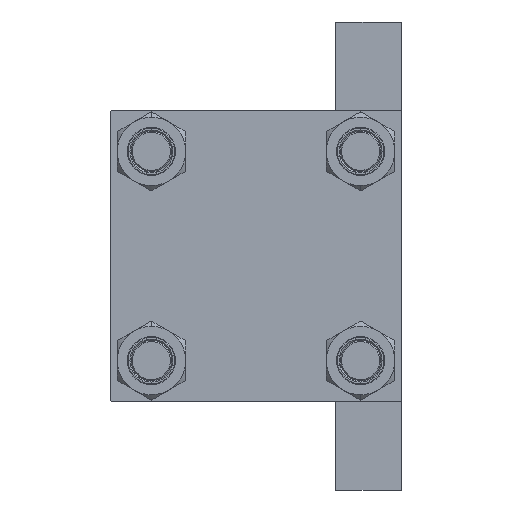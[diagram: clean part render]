
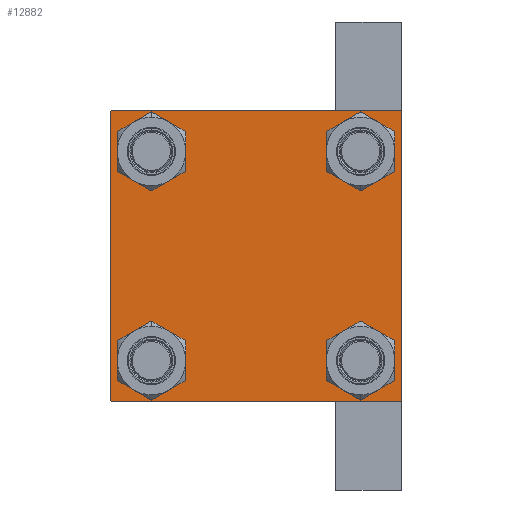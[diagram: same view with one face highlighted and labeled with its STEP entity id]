
A CAD part, left-side view. The second image highlights one B-rep face of the part: STEP entity #12882.
In plain terms, the highlighted planar face has unit normal (-1, 0, 0).
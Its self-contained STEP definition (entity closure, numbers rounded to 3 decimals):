
#29 = DIRECTION ( 'NONE',  ( 0., -0.707, -0.707 ) ) ;
#179 = LINE ( 'NONE', #22540, #7696 ) ;
#505 = DIRECTION ( 'NONE',  ( 0., 0., 1. ) ) ;
#695 = EDGE_CURVE ( 'NONE', #29012, #22927, #42140, .T. ) ;
#711 = ORIENTED_EDGE ( 'NONE', *, *, #29229, .T. ) ;
#904 = FACE_BOUND ( 'NONE', #23667, .T. ) ;
#1090 = CARTESIAN_POINT ( 'NONE',  ( 0., 41.35, 32.85 ) ) ;
#1196 = CARTESIAN_POINT ( 'NONE',  ( 0., -57., -57.5 ) ) ;
#1483 = AXIS2_PLACEMENT_3D ( 'NONE', #33834, #7347, #505 ) ;
#1520 = EDGE_CURVE ( 'NONE', #36647, #13099, #27359, .T. ) ;
#1610 = ORIENTED_EDGE ( 'NONE', *, *, #3996, .T. ) ;
#2169 = CIRCLE ( 'NONE', #11592, 8.5 ) ;
#2283 = AXIS2_PLACEMENT_3D ( 'NONE', #38113, #27390, #15746 ) ;
#2630 = AXIS2_PLACEMENT_3D ( 'NONE', #30036, #15696, #11566 ) ;
#2704 = CARTESIAN_POINT ( 'NONE',  ( 0., -57.5, 57. ) ) ;
#2757 = EDGE_CURVE ( 'NONE', #9072, #33891, #27928, .T. ) ;
#3996 = EDGE_CURVE ( 'NONE', #37522, #20058, #47695, .T. ) ;
#4620 = CARTESIAN_POINT ( 'NONE',  ( 0., 41.35, -32.85 ) ) ;
#6272 = DIRECTION ( 'NONE',  ( 0., 0., 1. ) ) ;
#6276 = CARTESIAN_POINT ( 'NONE',  ( 0., -41.35, 41.35 ) ) ;
#6684 = VECTOR ( 'NONE', #8875, 1000. ) ;
#7245 = DIRECTION ( 'NONE',  ( 1., 0., 0. ) ) ;
#7347 = DIRECTION ( 'NONE',  ( 1., 0., 0. ) ) ;
#7696 = VECTOR ( 'NONE', #18895, 1000. ) ;
#7769 = VECTOR ( 'NONE', #32452, 1000. ) ;
#7908 = VECTOR ( 'NONE', #36507, 1000. ) ;
#7971 = FACE_BOUND ( 'NONE', #16611, .T. ) ;
#8081 = ORIENTED_EDGE ( 'NONE', *, *, #18179, .F. ) ;
#8875 = DIRECTION ( 'NONE',  ( 0., 0.707, 0.707 ) ) ;
#9072 = VERTEX_POINT ( 'NONE', #2704 ) ;
#9148 = EDGE_CURVE ( 'NONE', #11414, #11078, #33355, .T. ) ;
#9984 = EDGE_LOOP ( 'NONE', ( #41559, #711 ) ) ;
#10082 = CARTESIAN_POINT ( 'NONE',  ( 0., -57.25, -57.25 ) ) ;
#10575 = ORIENTED_EDGE ( 'NONE', *, *, #2757, .F. ) ;
#11078 = VERTEX_POINT ( 'NONE', #29839 ) ;
#11414 = VERTEX_POINT ( 'NONE', #37736 ) ;
#11503 = DIRECTION ( 'NONE',  ( 1., 0., 0. ) ) ;
#11566 = DIRECTION ( 'NONE',  ( 0., 0., 1. ) ) ;
#11592 = AXIS2_PLACEMENT_3D ( 'NONE', #6276, #20853, #35210 ) ;
#12369 = DIRECTION ( 'NONE',  ( 0., 0., -1. ) ) ;
#12588 = PLANE ( 'NONE',  #2283 ) ;
#12596 = VERTEX_POINT ( 'NONE', #1196 ) ;
#12640 = DIRECTION ( 'NONE',  ( 0., 0., -1. ) ) ;
#12882 = ADVANCED_FACE ( 'NONE', ( #41292, #904, #7971, #30578, #33990 ), #12588, .T. ) ;
#13099 = VERTEX_POINT ( 'NONE', #19089 ) ;
#13399 = VERTEX_POINT ( 'NONE', #47325 ) ;
#13967 = VERTEX_POINT ( 'NONE', #22078 ) ;
#14162 = CARTESIAN_POINT ( 'NONE',  ( 0., 57.25, -57.25 ) ) ;
#15039 = CARTESIAN_POINT ( 'NONE',  ( 0., -41.35, 49.85 ) ) ;
#15580 = ORIENTED_EDGE ( 'NONE', *, *, #37918, .T. ) ;
#15696 = DIRECTION ( 'NONE',  ( 1., 0., 0. ) ) ;
#15746 = DIRECTION ( 'NONE',  ( 0., 0., 1. ) ) ;
#16611 = EDGE_LOOP ( 'NONE', ( #1610, #47545 ) ) ;
#17569 = CARTESIAN_POINT ( 'NONE',  ( 0., 57.25, 57.25 ) ) ;
#18060 = AXIS2_PLACEMENT_3D ( 'NONE', #21334, #24981, #6272 ) ;
#18179 = EDGE_CURVE ( 'NONE', #30413, #13399, #44057, .T. ) ;
#18564 = CARTESIAN_POINT ( 'NONE',  ( 0., 41.35, 41.35 ) ) ;
#18795 = DIRECTION ( 'NONE',  ( 0., 0., 1. ) ) ;
#18895 = DIRECTION ( 'NONE',  ( 0., -1., 0. ) ) ;
#19089 = CARTESIAN_POINT ( 'NONE',  ( 0., -41.35, 32.85 ) ) ;
#19666 = CIRCLE ( 'NONE', #34424, 8.5 ) ;
#19975 = VERTEX_POINT ( 'NONE', #43069 ) ;
#20058 = VERTEX_POINT ( 'NONE', #38155 ) ;
#20640 = CARTESIAN_POINT ( 'NONE',  ( 0., -57.5, 57.5 ) ) ;
#20711 = CARTESIAN_POINT ( 'NONE',  ( 0., 57., 57.5 ) ) ;
#20853 = DIRECTION ( 'NONE',  ( 1., 0., 0. ) ) ;
#21002 = CARTESIAN_POINT ( 'NONE',  ( 0., 57.5, 57.5 ) ) ;
#21334 = CARTESIAN_POINT ( 'NONE',  ( 0., -41.35, -41.35 ) ) ;
#22078 = CARTESIAN_POINT ( 'NONE',  ( 0., 57.5, 57. ) ) ;
#22540 = CARTESIAN_POINT ( 'NONE',  ( 0., 57.5, -57.5 ) ) ;
#22927 = VERTEX_POINT ( 'NONE', #33579 ) ;
#23021 = ORIENTED_EDGE ( 'NONE', *, *, #695, .T. ) ;
#23667 = EDGE_LOOP ( 'NONE', ( #23021, #32796 ) ) ;
#24981 = DIRECTION ( 'NONE',  ( 1., 0., 0. ) ) ;
#25062 = EDGE_CURVE ( 'NONE', #9072, #13399, #31007, .T. ) ;
#25337 = LINE ( 'NONE', #17569, #34676 ) ;
#26511 = EDGE_CURVE ( 'NONE', #30413, #13967, #25337, .T. ) ;
#26939 = CARTESIAN_POINT ( 'NONE',  ( 0., 57.5, 57.5 ) ) ;
#27359 = CIRCLE ( 'NONE', #30507, 8.5 ) ;
#27390 = DIRECTION ( 'NONE',  ( -1., 0., 0. ) ) ;
#27437 = ORIENTED_EDGE ( 'NONE', *, *, #25062, .T. ) ;
#27815 = DIRECTION ( 'NONE',  ( 1., 0., 0. ) ) ;
#27928 = LINE ( 'NONE', #20640, #34430 ) ;
#28890 = CARTESIAN_POINT ( 'NONE',  ( 0., 41.35, -41.35 ) ) ;
#29012 = VERTEX_POINT ( 'NONE', #33927 ) ;
#29126 = ORIENTED_EDGE ( 'NONE', *, *, #1520, .T. ) ;
#29229 = EDGE_CURVE ( 'NONE', #37796, #19975, #32433, .T. ) ;
#29839 = CARTESIAN_POINT ( 'NONE',  ( 0., 57., -57.5 ) ) ;
#30036 = CARTESIAN_POINT ( 'NONE',  ( 0., 41.35, -41.35 ) ) ;
#30413 = VERTEX_POINT ( 'NONE', #20711 ) ;
#30507 = AXIS2_PLACEMENT_3D ( 'NONE', #40561, #7245, #36902 ) ;
#30578 = FACE_BOUND ( 'NONE', #9984, .T. ) ;
#31007 = LINE ( 'NONE', #31252, #6684 ) ;
#31252 = CARTESIAN_POINT ( 'NONE',  ( 0., -57.25, 57.25 ) ) ;
#31256 = EDGE_CURVE ( 'NONE', #22927, #29012, #36425, .T. ) ;
#31688 = ORIENTED_EDGE ( 'NONE', *, *, #35754, .T. ) ;
#32433 = CIRCLE ( 'NONE', #38632, 8.5 ) ;
#32452 = DIRECTION ( 'NONE',  ( 0., -0.707, 0.707 ) ) ;
#32795 = EDGE_CURVE ( 'NONE', #13099, #36647, #2169, .T. ) ;
#32796 = ORIENTED_EDGE ( 'NONE', *, *, #31256, .T. ) ;
#32957 = ORIENTED_EDGE ( 'NONE', *, *, #32795, .T. ) ;
#33355 = LINE ( 'NONE', #14162, #38493 ) ;
#33579 = CARTESIAN_POINT ( 'NONE',  ( 0., -41.35, -49.85 ) ) ;
#33834 = CARTESIAN_POINT ( 'NONE',  ( 0., -41.35, -41.35 ) ) ;
#33891 = VERTEX_POINT ( 'NONE', #42953 ) ;
#33927 = CARTESIAN_POINT ( 'NONE',  ( 0., -41.35, -32.85 ) ) ;
#33990 = FACE_OUTER_BOUND ( 'NONE', #38801, .T. ) ;
#34424 = AXIS2_PLACEMENT_3D ( 'NONE', #46329, #27815, #42671 ) ;
#34430 = VECTOR ( 'NONE', #12640, 1000. ) ;
#34676 = VECTOR ( 'NONE', #47987, 1000. ) ;
#35210 = DIRECTION ( 'NONE',  ( 0., 0., 1. ) ) ;
#35391 = ORIENTED_EDGE ( 'NONE', *, *, #9148, .T. ) ;
#35754 = EDGE_CURVE ( 'NONE', #11078, #12596, #179, .T. ) ;
#35766 = EDGE_CURVE ( 'NONE', #20058, #37522, #44998, .T. ) ;
#36425 = CIRCLE ( 'NONE', #1483, 8.5 ) ;
#36435 = DIRECTION ( 'NONE',  ( 0., 0., 1. ) ) ;
#36507 = DIRECTION ( 'NONE',  ( 0., -1., 0. ) ) ;
#36588 = ORIENTED_EDGE ( 'NONE', *, *, #39378, .T. ) ;
#36647 = VERTEX_POINT ( 'NONE', #15039 ) ;
#36902 = DIRECTION ( 'NONE',  ( 0., 0., 1. ) ) ;
#37522 = VERTEX_POINT ( 'NONE', #4620 ) ;
#37736 = CARTESIAN_POINT ( 'NONE',  ( 0., 57.5, -57. ) ) ;
#37796 = VERTEX_POINT ( 'NONE', #1090 ) ;
#37918 = EDGE_CURVE ( 'NONE', #12596, #33891, #39028, .T. ) ;
#38113 = CARTESIAN_POINT ( 'NONE',  ( 0., 0., 0. ) ) ;
#38155 = CARTESIAN_POINT ( 'NONE',  ( 0., 41.35, -49.85 ) ) ;
#38493 = VECTOR ( 'NONE', #29, 1000. ) ;
#38632 = AXIS2_PLACEMENT_3D ( 'NONE', #18564, #11503, #18795 ) ;
#38801 = EDGE_LOOP ( 'NONE', ( #36588, #35391, #31688, #15580, #10575, #27437, #8081, #43176 ) ) ;
#39028 = LINE ( 'NONE', #10082, #7769 ) ;
#39378 = EDGE_CURVE ( 'NONE', #13967, #11414, #44746, .T. ) ;
#40096 = DIRECTION ( 'NONE',  ( 1., 0., 0. ) ) ;
#40359 = AXIS2_PLACEMENT_3D ( 'NONE', #28890, #40096, #36435 ) ;
#40561 = CARTESIAN_POINT ( 'NONE',  ( 0., -41.35, 41.35 ) ) ;
#41292 = FACE_BOUND ( 'NONE', #45463, .T. ) ;
#41559 = ORIENTED_EDGE ( 'NONE', *, *, #46225, .T. ) ;
#42140 = CIRCLE ( 'NONE', #18060, 8.5 ) ;
#42671 = DIRECTION ( 'NONE',  ( 0., 0., 1. ) ) ;
#42770 = VECTOR ( 'NONE', #12369, 1000. ) ;
#42953 = CARTESIAN_POINT ( 'NONE',  ( 0., -57.5, -57. ) ) ;
#43069 = CARTESIAN_POINT ( 'NONE',  ( 0., 41.35, 49.85 ) ) ;
#43176 = ORIENTED_EDGE ( 'NONE', *, *, #26511, .T. ) ;
#44057 = LINE ( 'NONE', #21002, #7908 ) ;
#44746 = LINE ( 'NONE', #26939, #42770 ) ;
#44998 = CIRCLE ( 'NONE', #40359, 8.5 ) ;
#45463 = EDGE_LOOP ( 'NONE', ( #29126, #32957 ) ) ;
#46225 = EDGE_CURVE ( 'NONE', #19975, #37796, #19666, .T. ) ;
#46329 = CARTESIAN_POINT ( 'NONE',  ( 0., 41.35, 41.35 ) ) ;
#47325 = CARTESIAN_POINT ( 'NONE',  ( 0., -57., 57.5 ) ) ;
#47545 = ORIENTED_EDGE ( 'NONE', *, *, #35766, .T. ) ;
#47695 = CIRCLE ( 'NONE', #2630, 8.5 ) ;
#47987 = DIRECTION ( 'NONE',  ( 0., 0.707, -0.707 ) ) ;
